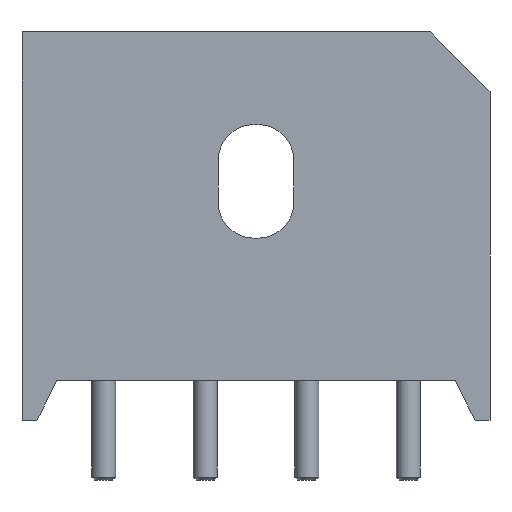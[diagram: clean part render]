
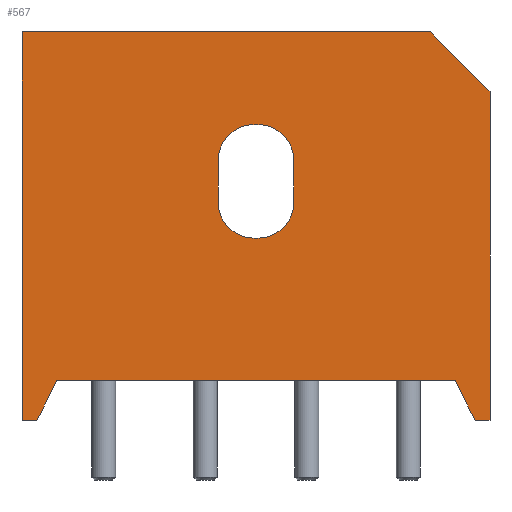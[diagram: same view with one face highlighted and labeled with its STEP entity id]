
A CAD part, front view. The second image highlights one B-rep face of the part: STEP entity #567.
In plain terms, the highlighted planar face has unit normal (0, -1, 0).
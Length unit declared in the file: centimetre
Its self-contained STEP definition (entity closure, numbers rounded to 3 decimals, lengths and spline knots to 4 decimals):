
#81=VECTOR('',#806,1.);
#84=VECTOR('',#810,1.);
#88=VECTOR('',#815,1.);
#91=VECTOR('',#819,1.);
#94=VECTOR('',#823,1.);
#97=VECTOR('',#827,1.);
#100=VECTOR('',#831,1.);
#103=VECTOR('',#835,1.);
#105=VECTOR('',#838,1.);
#110=VECTOR('',#850,1.);
#114=VECTOR('',#861,1.);
#118=VECTOR('',#872,1.);
#121=VECTOR('',#882,1.);
#124=LINE('',#661,#81);
#127=LINE('',#667,#84);
#131=LINE('',#675,#88);
#134=LINE('',#681,#91);
#137=LINE('',#687,#94);
#140=LINE('',#693,#97);
#143=LINE('',#699,#100);
#146=LINE('',#705,#103);
#148=LINE('',#708,#105);
#153=LINE('',#723,#110);
#157=LINE('',#735,#114);
#161=LINE('',#747,#118);
#164=LINE('',#756,#121);
#183=PLANE('',#618);
#206=VERTEX_POINT('',#660);
#207=VERTEX_POINT('',#662);
#209=VERTEX_POINT('',#668);
#211=VERTEX_POINT('',#674);
#213=VERTEX_POINT('',#680);
#215=VERTEX_POINT('',#686);
#217=VERTEX_POINT('',#692);
#219=VERTEX_POINT('',#698);
#221=VERTEX_POINT('',#704);
#224=VERTEX_POINT('',#714);
#225=VERTEX_POINT('',#716);
#227=VERTEX_POINT('',#722);
#229=VERTEX_POINT('',#728);
#231=VERTEX_POINT('',#734);
#233=VERTEX_POINT('',#740);
#235=VERTEX_POINT('',#746);
#237=VERTEX_POINT('',#752);
#251=CIRCLE('',#603,0.18);
#253=CIRCLE('',#607,0.18);
#255=CIRCLE('',#611,0.18);
#257=CIRCLE('',#615,0.18);
#272=EDGE_CURVE('',#207,#206,#124,.T.);
#275=EDGE_CURVE('',#209,#207,#127,.T.);
#279=EDGE_CURVE('',#206,#211,#131,.T.);
#282=EDGE_CURVE('',#211,#213,#134,.T.);
#285=EDGE_CURVE('',#213,#215,#137,.T.);
#288=EDGE_CURVE('',#215,#217,#140,.T.);
#291=EDGE_CURVE('',#217,#219,#143,.T.);
#294=EDGE_CURVE('',#219,#221,#146,.T.);
#296=EDGE_CURVE('',#221,#209,#148,.T.);
#299=EDGE_CURVE('',#225,#224,#251,.T.);
#303=EDGE_CURVE('',#227,#224,#153,.T.);
#306=EDGE_CURVE('',#227,#229,#253,.T.);
#309=EDGE_CURVE('',#231,#229,#157,.T.);
#312=EDGE_CURVE('',#231,#233,#255,.T.);
#315=EDGE_CURVE('',#235,#233,#161,.T.);
#318=EDGE_CURVE('',#235,#237,#257,.T.);
#320=EDGE_CURVE('',#225,#237,#164,.T.);
#430=ORIENTED_EDGE('',*,*,#320,.F.);
#431=ORIENTED_EDGE('',*,*,#299,.T.);
#432=ORIENTED_EDGE('',*,*,#303,.F.);
#433=ORIENTED_EDGE('',*,*,#306,.T.);
#434=ORIENTED_EDGE('',*,*,#309,.F.);
#435=ORIENTED_EDGE('',*,*,#312,.T.);
#436=ORIENTED_EDGE('',*,*,#315,.F.);
#437=ORIENTED_EDGE('',*,*,#318,.T.);
#438=ORIENTED_EDGE('',*,*,#296,.T.);
#439=ORIENTED_EDGE('',*,*,#275,.T.);
#440=ORIENTED_EDGE('',*,*,#272,.T.);
#441=ORIENTED_EDGE('',*,*,#279,.T.);
#442=ORIENTED_EDGE('',*,*,#282,.T.);
#443=ORIENTED_EDGE('',*,*,#285,.T.);
#444=ORIENTED_EDGE('',*,*,#288,.T.);
#445=ORIENTED_EDGE('',*,*,#291,.T.);
#446=ORIENTED_EDGE('',*,*,#294,.T.);
#490=EDGE_LOOP('',(#430,#431,#432,#433,#434,#435,#436,#437));
#491=EDGE_LOOP('',(#438,#439,#440,#441,#442,#443,#444,#445,#446));
#535=FACE_BOUND('',#490,.T.);
#536=FACE_BOUND('',#491,.T.);
#567=ADVANCED_FACE('',(#535,#536),#183,.F.);
#603=AXIS2_PLACEMENT_3D('',#715,#844,#845);
#607=AXIS2_PLACEMENT_3D('',#729,#856,#857);
#611=AXIS2_PLACEMENT_3D('',#741,#867,#868);
#615=AXIS2_PLACEMENT_3D('',#753,#878,#879);
#618=AXIS2_PLACEMENT_3D('',#758,#884,$);
#660=CARTESIAN_POINT('',(1.,-0.35,0.2154));
#661=CARTESIAN_POINT('',(-1.,-0.35,0.2154));
#662=CARTESIAN_POINT('',(-1.,-0.35,0.2154));
#667=CARTESIAN_POINT('',(-1.1,-0.35,0.0154));
#668=CARTESIAN_POINT('',(-1.1,-0.35,0.0154));
#674=CARTESIAN_POINT('',(1.1,-0.35,0.0154));
#675=CARTESIAN_POINT('',(1.,-0.35,0.2154));
#680=CARTESIAN_POINT('',(1.175,-0.35,0.0154));
#681=CARTESIAN_POINT('',(1.1,-0.35,0.0154));
#686=CARTESIAN_POINT('',(1.175,-0.35,1.6654));
#687=CARTESIAN_POINT('',(1.175,-0.35,0.0154));
#692=CARTESIAN_POINT('',(0.875,-0.35,1.9654));
#693=CARTESIAN_POINT('',(1.175,-0.35,1.6654));
#698=CARTESIAN_POINT('',(-1.175,-0.35,1.9654));
#699=CARTESIAN_POINT('',(0.875,-0.35,1.9654));
#704=CARTESIAN_POINT('',(-1.175,-0.35,0.0154));
#705=CARTESIAN_POINT('',(-1.175,-0.35,1.9654));
#708=CARTESIAN_POINT('',(-1.175,-0.35,0.0154));
#714=CARTESIAN_POINT('',(-0.01,-0.35,1.5));
#715=CARTESIAN_POINT('',(-0.01,-0.35,1.32));
#716=CARTESIAN_POINT('',(-0.19,-0.35,1.32));
#722=CARTESIAN_POINT('',(0.01,-0.35,1.5));
#723=CARTESIAN_POINT('',(0.01,-0.35,1.5));
#728=CARTESIAN_POINT('',(0.19,-0.35,1.32));
#729=CARTESIAN_POINT('',(0.01,-0.35,1.32));
#734=CARTESIAN_POINT('',(0.19,-0.35,1.11));
#735=CARTESIAN_POINT('',(0.19,-0.35,1.11));
#740=CARTESIAN_POINT('',(0.01,-0.35,0.93));
#741=CARTESIAN_POINT('',(0.01,-0.35,1.11));
#746=CARTESIAN_POINT('',(-0.01,-0.35,0.93));
#747=CARTESIAN_POINT('',(-0.01,-0.35,0.93));
#752=CARTESIAN_POINT('',(-0.19,-0.35,1.11));
#753=CARTESIAN_POINT('',(-0.01,-0.35,1.11));
#756=CARTESIAN_POINT('',(-0.19,-0.35,1.32));
#758=CARTESIAN_POINT('',(-0.026,-0.35,0.992));
#806=DIRECTION('',(1.,0.,0.));
#810=DIRECTION('',(0.447,0.,0.894));
#815=DIRECTION('',(0.447,0.,-0.894));
#819=DIRECTION('',(1.,0.,0.));
#823=DIRECTION('',(0.,0.,1.));
#827=DIRECTION('',(-0.707,0.,0.707));
#831=DIRECTION('',(-1.,0.,0.));
#835=DIRECTION('',(0.,0.,-1.));
#838=DIRECTION('',(1.,0.,0.));
#844=DIRECTION('',(0.,1.,0.));
#845=DIRECTION('',(0.18,0.,0.));
#850=DIRECTION('',(-1.,0.,0.));
#856=DIRECTION('',(0.,1.,0.));
#857=DIRECTION('',(0.18,0.,0.));
#861=DIRECTION('',(0.,0.,1.));
#867=DIRECTION('',(0.,1.,0.));
#868=DIRECTION('',(0.18,0.,0.));
#872=DIRECTION('',(1.,0.,0.));
#878=DIRECTION('',(0.,1.,0.));
#879=DIRECTION('',(0.18,0.,0.));
#882=DIRECTION('',(0.,0.,-1.));
#884=DIRECTION('',(0.,1.,0.));
